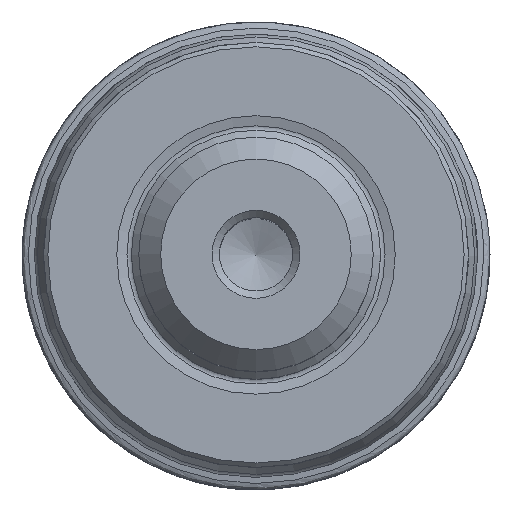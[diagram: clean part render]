
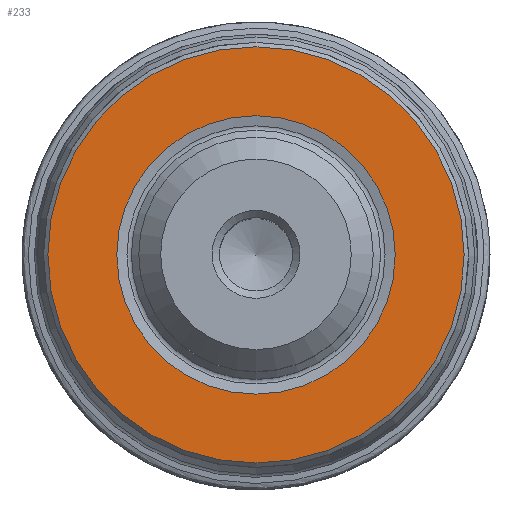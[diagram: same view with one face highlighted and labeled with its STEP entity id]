
A CAD part, top view. The second image highlights one B-rep face of the part: STEP entity #233.
In plain terms, the highlighted planar face has unit normal (0, 0, 1).
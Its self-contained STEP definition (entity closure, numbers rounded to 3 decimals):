
#233=ADVANCED_FACE('',(#309,#310),#299,.T.);
#299=PLANE('',#951);
#309=FACE_BOUND('',#407,.T.);
#310=FACE_BOUND('',#408,.T.);
#407=EDGE_LOOP('',(#521));
#408=EDGE_LOOP('',(#522));
#521=ORIENTED_EDGE('',*,*,#794,.T.);
#522=ORIENTED_EDGE('',*,*,#795,.T.);
#713=VERTEX_POINT('',#1321);
#714=VERTEX_POINT('',#1323);
#794=EDGE_CURVE('',#713,#713,#890,.T.);
#795=EDGE_CURVE('',#714,#714,#891,.T.);
#890=CIRCLE('',#949,14.2);
#891=CIRCLE('',#950,9.499);
#949=AXIS2_PLACEMENT_3D('',#1320,#1059,#1060);
#950=AXIS2_PLACEMENT_3D('',#1322,#1061,#1062);
#951=AXIS2_PLACEMENT_3D('',#1324,#1063,#1064);
#1059=DIRECTION('',(0.,0.,1.));
#1060=DIRECTION('',(1.,0.,0.));
#1061=DIRECTION('',(0.,0.,-1.));
#1062=DIRECTION('',(-1.,0.,0.));
#1063=DIRECTION('',(0.,0.,1.));
#1064=DIRECTION('',(1.,0.,0.));
#1320=CARTESIAN_POINT('',(0.,0.,0.));
#1321=CARTESIAN_POINT('',(14.2,0.,0.));
#1322=CARTESIAN_POINT('',(0.,0.,0.));
#1323=CARTESIAN_POINT('',(-9.499,0.,0.));
#1324=CARTESIAN_POINT('',(0.,0.,0.));
